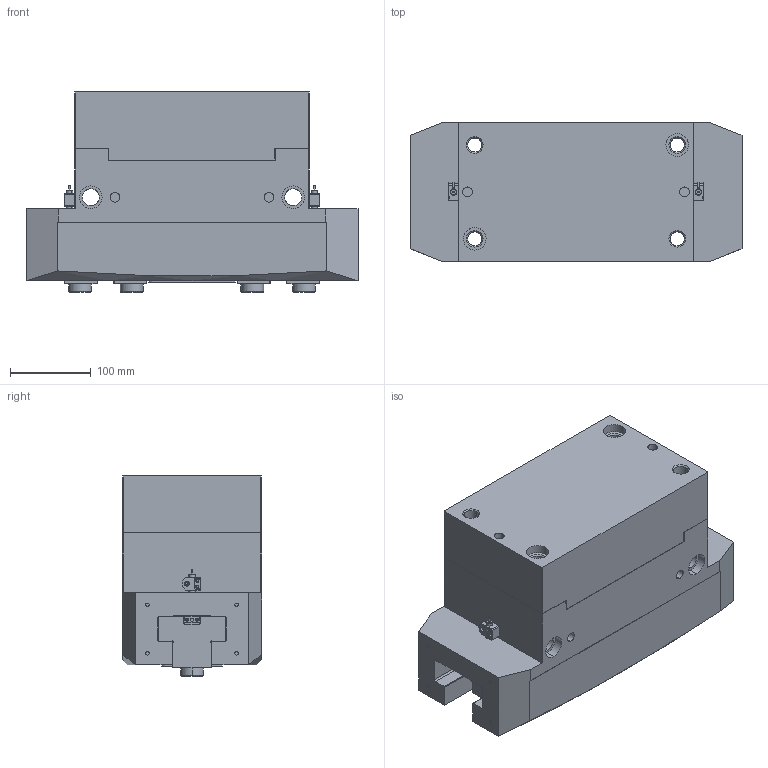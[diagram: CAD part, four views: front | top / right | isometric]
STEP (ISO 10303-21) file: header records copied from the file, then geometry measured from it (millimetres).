
FILE_DESCRIPTION (( 'STEP AP203' ), '1' );
FILE_NAME ('TR181-410-S-NC.STEP', '2024-11-19T08:10:34', ( 'USER-' ), ( 'Microsoft' ), 'SwSTEP 2.0', 'SolidWorks 2018', '' );
FILE_SCHEMA (( 'CONFIG_CONTROL_DESIGN' ));
Length unit declared in the file: millimetre
Products named in the file (18): TR181-410-NC杅耀.sldasm-Part-19; 20-28种杶; 20-28种杶-1; M8-50諉輪羲壽耀倰-1; TR181-410-S-NC; 晚假蚾輸B-1; 埴翐芛蹟隊_GB_FASTENER_SCREWS_HSHCS M2X8-N; 35x18-R3; TR380-T-03 籵蚚賑輸; 晚假蚾輸B; 羲壽標釱B-1; TR380-T-04 中位封板(默认); 20-28种杶-3; 羲壽標釱B; TR380-T-01 籵蚚褲极; M8-50諉輪羲壽耀倰; 20-28种杶-2; TR181-410-S
Assembly tree (21 placements, depth 3):
  TR181-410-S-NC
    TR181-410-S
      20-28种杶
      20-28种杶-1
      TR380-T-03 籵蚚賑輸  x2
      20-28种杶-2
      TR380-T-04 中位封板(默认)
      晚假蚾輸B
      TR380-T-01 籵蚚褲极
      M8-50諉輪羲壽耀倰
      20-28种杶-3
      晚假蚾輸B-1
      羲壽標釱B-1
      M8-50諉輪羲壽耀倰-1
      埴翐芛蹟隊_GB_FASTENER_SCREWS_HSHCS M2X8-N  x4
      35x18-R3
      羲壽標釱B
    TR181-410-NC杅耀.sldasm-Part-19
Bounding box: 410 x 172 x 247 mm (x, y, z)
Volume: 12417165.9 mm3; surface area: 785820.8 mm2
Topology: 20 solids, 38 shells, 1311 faces, 3359 edges, 2156 vertices
Faces by surface type: plane 634, cylinder 354, cone 160, bspline 155, torus 8
Entity records: 42430 total; most frequent: CARTESIAN_POINT 13179, ORIENTED_EDGE 5794, DIRECTION 5296, EDGE_CURVE 2897, VERTEX_POINT 1891, LINE 1796, VECTOR 1796, AXIS2_PLACEMENT_3D 1750
